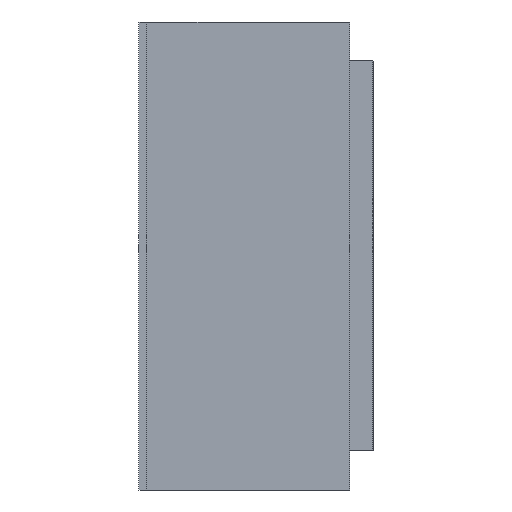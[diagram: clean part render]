
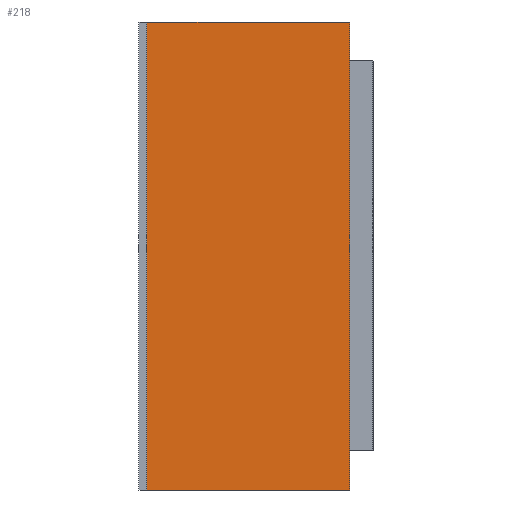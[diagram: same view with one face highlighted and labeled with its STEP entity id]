
A CAD part, left-side view. The second image highlights one B-rep face of the part: STEP entity #218.
In plain terms, the highlighted planar face has unit normal (-1, 0, 0).
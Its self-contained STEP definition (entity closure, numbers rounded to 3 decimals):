
#16 = VECTOR ( 'NONE', #473, 1000. ) ;
#29 = DIRECTION ( 'NONE',  ( 0., 0., -1. ) ) ;
#53 = LINE ( 'NONE', #132, #357 ) ;
#93 = EDGE_LOOP ( 'NONE', ( #583, #618, #172, #455 ) ) ;
#98 = VECTOR ( 'NONE', #491, 1000. ) ;
#125 = DIRECTION ( 'NONE',  ( 0., 0., 1. ) ) ;
#132 = CARTESIAN_POINT ( 'NONE',  ( -0.5, 0.29, 0.3 ) ) ;
#166 = EDGE_CURVE ( 'NONE', #709, #714, #273, .T. ) ;
#172 = ORIENTED_EDGE ( 'NONE', *, *, #335, .T. ) ;
#218 = ADVANCED_FACE ( 'NONE', ( #265 ), #640, .F. ) ;
#241 = DIRECTION ( 'NONE',  ( 0., 0., -1. ) ) ;
#265 = FACE_OUTER_BOUND ( 'NONE', #93, .T. ) ;
#273 = LINE ( 'NONE', #681, #360 ) ;
#324 = VERTEX_POINT ( 'NONE', #552 ) ;
#335 = EDGE_CURVE ( 'NONE', #628, #714, #450, .T. ) ;
#346 = LINE ( 'NONE', #484, #16 ) ;
#357 = VECTOR ( 'NONE', #125, 1000. ) ;
#360 = VECTOR ( 'NONE', #29, 1000. ) ;
#376 = CARTESIAN_POINT ( 'NONE',  ( -0.5, 0.03, -0.3 ) ) ;
#424 = CARTESIAN_POINT ( 'NONE',  ( -0.5, 0.29, -0.3 ) ) ;
#433 = CARTESIAN_POINT ( 'NONE',  ( -0.5, 0.03, -0.3 ) ) ;
#441 = EDGE_CURVE ( 'NONE', #324, #709, #346, .T. ) ;
#450 = LINE ( 'NONE', #433, #98 ) ;
#455 = ORIENTED_EDGE ( 'NONE', *, *, #166, .F. ) ;
#473 = DIRECTION ( 'NONE',  ( 0., -1., 0. ) ) ;
#484 = CARTESIAN_POINT ( 'NONE',  ( -0.5, 0.03, 0.3 ) ) ;
#491 = DIRECTION ( 'NONE',  ( 0., -1., 0. ) ) ;
#528 = CARTESIAN_POINT ( 'NONE',  ( -0.5, 0.03, 0.3 ) ) ;
#552 = CARTESIAN_POINT ( 'NONE',  ( -0.5, 0.29, 0.3 ) ) ;
#572 = EDGE_CURVE ( 'NONE', #628, #324, #53, .T. ) ;
#583 = ORIENTED_EDGE ( 'NONE', *, *, #441, .F. ) ;
#610 = CARTESIAN_POINT ( 'NONE',  ( -0.5, 0.03, 0.3 ) ) ;
#618 = ORIENTED_EDGE ( 'NONE', *, *, #572, .F. ) ;
#628 = VERTEX_POINT ( 'NONE', #424 ) ;
#640 = PLANE ( 'NONE',  #761 ) ;
#681 = CARTESIAN_POINT ( 'NONE',  ( -0.5, 0.03, 0.3 ) ) ;
#709 = VERTEX_POINT ( 'NONE', #610 ) ;
#714 = VERTEX_POINT ( 'NONE', #376 ) ;
#759 = DIRECTION ( 'NONE',  ( 1., 0., 0. ) ) ;
#761 = AXIS2_PLACEMENT_3D ( 'NONE', #528, #759, #241 ) ;
